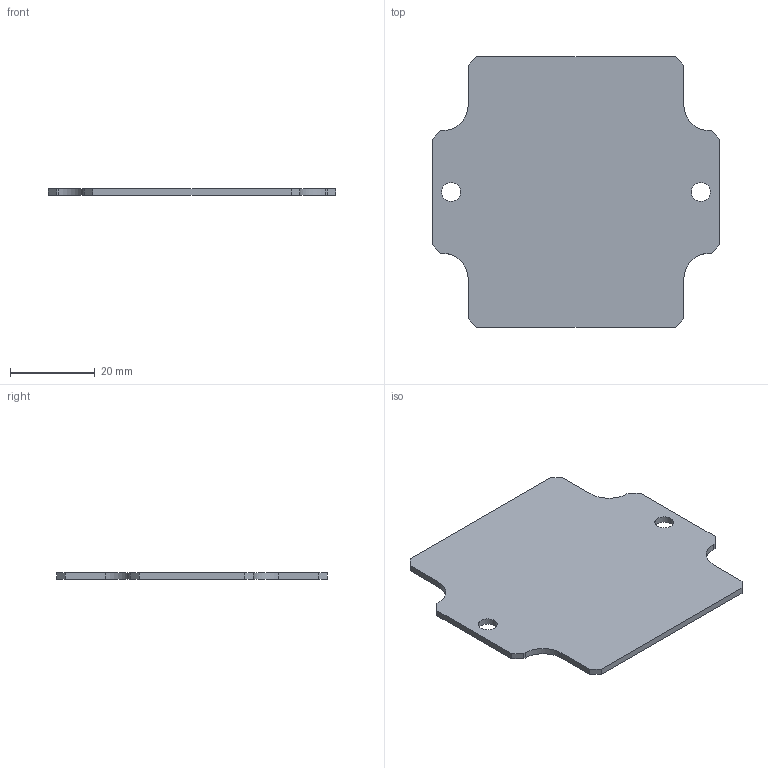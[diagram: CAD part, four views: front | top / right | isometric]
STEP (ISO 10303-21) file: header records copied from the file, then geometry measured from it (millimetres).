
FILE_DESCRIPTION(/* description */ (''),/* implementation_level */ '2;1');
FILE_NAME(/* name */ '0212100100 - Mo-Platte MBP 8075xx.stp',/* time_stamp */ '2017-01-03T11:13:07+01:00',/* author */ ('robin.rentz'),/* organization */ (''),/* preprocessor_version */ 'ST-DEVELOPER v16.5',/* originating_system */ 'Autodesk Inventor 2017',/* authorisation */ '');
FILE_SCHEMA (('AUTOMOTIVE_DESIGN { 1 0 10303 214 3 1 1 }'));
Length unit declared in the file: millimetre
Products named in the file (1): 0212100100 - Mo-Platte MBP 8075xx
Bounding box: 68 x 64 x 1.5 mm (x, y, z)
Volume: 5610.1 mm3; surface area: 7889.1 mm2
Topology: 1 solids, 1 shells, 28 faces, 78 edges, 52 vertices
Faces by surface type: plane 22, cylinder 6
Full cylindrical faces by diameter (mm): 4.5 x2
Entity records: 922 total; most frequent: CARTESIAN_POINT 157, ORIENTED_EDGE 152, DIRECTION 146, EDGE_CURVE 76, LINE 64, VECTOR 64, VERTEX_POINT 52, AXIS2_PLACEMENT_3D 41
